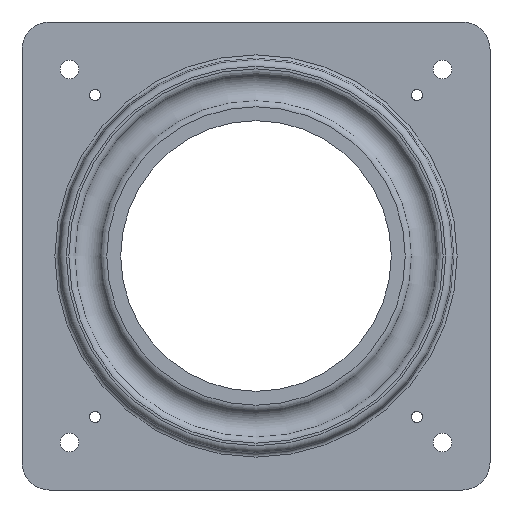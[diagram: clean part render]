
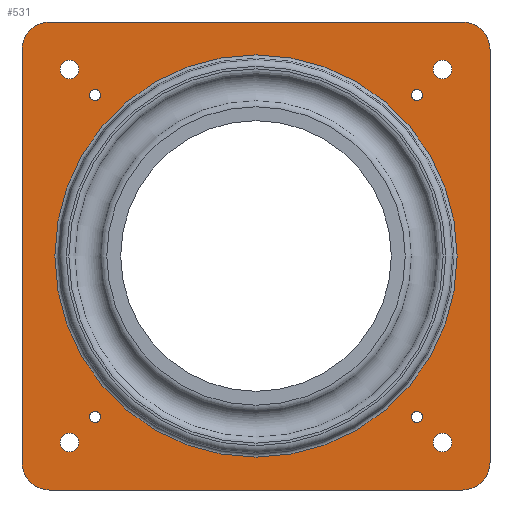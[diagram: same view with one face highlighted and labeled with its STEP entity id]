
A CAD part, front view. The second image highlights one B-rep face of the part: STEP entity #531.
In plain terms, the highlighted planar face has unit normal (0, -1, 0).
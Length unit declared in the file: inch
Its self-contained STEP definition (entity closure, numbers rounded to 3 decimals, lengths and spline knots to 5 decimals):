
#21=LINE('',#905,#37);
#22=LINE('',#909,#38);
#23=LINE('',#913,#39);
#24=LINE('',#917,#40);
#37=VECTOR('',#754,3.532);
#38=VECTOR('',#757,3.532);
#39=VECTOR('',#760,3.532);
#40=VECTOR('',#763,3.532);
#53=PLANE('',#606);
#104=FACE_BOUND('',#208,.T.);
#105=FACE_BOUND('',#209,.T.);
#106=FACE_BOUND('',#210,.T.);
#107=FACE_BOUND('',#211,.T.);
#108=FACE_BOUND('',#212,.T.);
#109=FACE_BOUND('',#213,.T.);
#110=FACE_BOUND('',#214,.T.);
#111=FACE_BOUND('',#215,.T.);
#112=FACE_BOUND('',#216,.T.);
#139=FACE_OUTER_BOUND('',#207,.T.);
#207=EDGE_LOOP('',(#442,#443,#444,#445,#446,#447,#448,#449));
#208=EDGE_LOOP('',(#450));
#209=EDGE_LOOP('',(#451));
#210=EDGE_LOOP('',(#452));
#211=EDGE_LOOP('',(#453));
#212=EDGE_LOOP('',(#454));
#213=EDGE_LOOP('',(#455));
#214=EDGE_LOOP('',(#456));
#215=EDGE_LOOP('',(#457));
#216=EDGE_LOOP('',(#458));
#227=CIRCLE('',#544,0.047);
#229=CIRCLE('',#547,0.047);
#231=CIRCLE('',#550,0.047);
#233=CIRCLE('',#553,0.047);
#235=CIRCLE('',#556,0.078);
#237=CIRCLE('',#559,0.078);
#239=CIRCLE('',#562,0.078);
#241=CIRCLE('',#565,0.078);
#250=CIRCLE('',#580,1.719);
#265=CIRCLE('',#607,0.234);
#266=CIRCLE('',#608,0.234);
#267=CIRCLE('',#609,0.234);
#268=CIRCLE('',#610,0.234);
#269=VERTEX_POINT('',#794);
#271=VERTEX_POINT('',#799);
#273=VERTEX_POINT('',#804);
#275=VERTEX_POINT('',#809);
#277=VERTEX_POINT('',#814);
#279=VERTEX_POINT('',#819);
#281=VERTEX_POINT('',#824);
#283=VERTEX_POINT('',#829);
#292=VERTEX_POINT('',#853);
#311=VERTEX_POINT('',#903);
#312=VERTEX_POINT('',#904);
#313=VERTEX_POINT('',#906);
#314=VERTEX_POINT('',#908);
#315=VERTEX_POINT('',#910);
#316=VERTEX_POINT('',#912);
#317=VERTEX_POINT('',#914);
#318=VERTEX_POINT('',#916);
#319=EDGE_CURVE('',#269,#269,#227,.T.);
#321=EDGE_CURVE('',#271,#271,#229,.T.);
#323=EDGE_CURVE('',#273,#273,#231,.T.);
#325=EDGE_CURVE('',#275,#275,#233,.T.);
#327=EDGE_CURVE('',#277,#277,#235,.T.);
#329=EDGE_CURVE('',#279,#279,#237,.T.);
#331=EDGE_CURVE('',#281,#281,#239,.T.);
#333=EDGE_CURVE('',#283,#283,#241,.T.);
#342=EDGE_CURVE('',#292,#292,#250,.T.);
#361=EDGE_CURVE('',#311,#312,#21,.T.);
#362=EDGE_CURVE('',#312,#313,#265,.T.);
#363=EDGE_CURVE('',#313,#314,#22,.T.);
#364=EDGE_CURVE('',#314,#315,#266,.T.);
#365=EDGE_CURVE('',#315,#316,#23,.T.);
#366=EDGE_CURVE('',#316,#317,#267,.T.);
#367=EDGE_CURVE('',#317,#318,#24,.T.);
#368=EDGE_CURVE('',#318,#311,#268,.T.);
#442=ORIENTED_EDGE('',*,*,#361,.T.);
#443=ORIENTED_EDGE('',*,*,#362,.T.);
#444=ORIENTED_EDGE('',*,*,#363,.T.);
#445=ORIENTED_EDGE('',*,*,#364,.T.);
#446=ORIENTED_EDGE('',*,*,#365,.T.);
#447=ORIENTED_EDGE('',*,*,#366,.T.);
#448=ORIENTED_EDGE('',*,*,#367,.T.);
#449=ORIENTED_EDGE('',*,*,#368,.T.);
#450=ORIENTED_EDGE('',*,*,#319,.F.);
#451=ORIENTED_EDGE('',*,*,#321,.F.);
#452=ORIENTED_EDGE('',*,*,#323,.F.);
#453=ORIENTED_EDGE('',*,*,#325,.F.);
#454=ORIENTED_EDGE('',*,*,#327,.F.);
#455=ORIENTED_EDGE('',*,*,#329,.F.);
#456=ORIENTED_EDGE('',*,*,#331,.F.);
#457=ORIENTED_EDGE('',*,*,#333,.F.);
#458=ORIENTED_EDGE('',*,*,#342,.F.);
#531=ADVANCED_FACE('',(#139,#104,#105,#106,#107,#108,#109,#110,#111,#112),
#53,.T.);
#544=AXIS2_PLACEMENT_3D('',#795,#624,#625);
#547=AXIS2_PLACEMENT_3D('',#800,#630,#631);
#550=AXIS2_PLACEMENT_3D('',#805,#636,#637);
#553=AXIS2_PLACEMENT_3D('',#810,#642,#643);
#556=AXIS2_PLACEMENT_3D('',#815,#648,#649);
#559=AXIS2_PLACEMENT_3D('',#820,#654,#655);
#562=AXIS2_PLACEMENT_3D('',#825,#660,#661);
#565=AXIS2_PLACEMENT_3D('',#830,#666,#667);
#580=AXIS2_PLACEMENT_3D('',#854,#696,#697);
#606=AXIS2_PLACEMENT_3D('',#902,#752,#753);
#607=AXIS2_PLACEMENT_3D('',#907,#755,#756);
#608=AXIS2_PLACEMENT_3D('',#911,#758,#759);
#609=AXIS2_PLACEMENT_3D('',#915,#761,#762);
#610=AXIS2_PLACEMENT_3D('',#918,#764,#765);
#624=DIRECTION('center_axis',(0.,-1.,0.));
#625=DIRECTION('ref_axis',(0.,0.,-1.));
#630=DIRECTION('center_axis',(0.,-1.,0.));
#631=DIRECTION('ref_axis',(0.,0.,-1.));
#636=DIRECTION('center_axis',(0.,-1.,0.));
#637=DIRECTION('ref_axis',(0.,0.,-1.));
#642=DIRECTION('center_axis',(0.,-1.,0.));
#643=DIRECTION('ref_axis',(0.,0.,-1.));
#648=DIRECTION('center_axis',(0.,-1.,0.));
#649=DIRECTION('ref_axis',(0.,0.,-1.));
#654=DIRECTION('center_axis',(0.,-1.,0.));
#655=DIRECTION('ref_axis',(0.,0.,-1.));
#660=DIRECTION('center_axis',(0.,-1.,0.));
#661=DIRECTION('ref_axis',(0.,0.,-1.));
#666=DIRECTION('center_axis',(0.,-1.,0.));
#667=DIRECTION('ref_axis',(0.,0.,-1.));
#696=DIRECTION('center_axis',(0.,-1.,0.));
#697=DIRECTION('ref_axis',(0.,0.,-1.));
#752=DIRECTION('center_axis',(0.,-1.,0.));
#753=DIRECTION('ref_axis',(0.,0.,-1.));
#754=DIRECTION('',(0.,0.,-1.));
#755=DIRECTION('center_axis',(0.,-1.,0.));
#756=DIRECTION('ref_axis',(0.,0.,-1.));
#757=DIRECTION('',(1.,0.,0.));
#758=DIRECTION('center_axis',(0.,-1.,0.));
#759=DIRECTION('ref_axis',(0.,0.,-1.));
#760=DIRECTION('',(0.,0.,1.));
#761=DIRECTION('center_axis',(0.,-1.,0.));
#762=DIRECTION('ref_axis',(0.,0.,-1.));
#763=DIRECTION('',(-1.,0.,0.));
#764=DIRECTION('center_axis',(0.,-1.,0.));
#765=DIRECTION('ref_axis',(0.,0.,-1.));
#794=CARTESIAN_POINT('',(1.375,0.09,-1.328));
#795=CARTESIAN_POINT('Origin',(1.375,0.09,-1.375));
#799=CARTESIAN_POINT('',(-1.375,0.09,-1.328));
#800=CARTESIAN_POINT('Origin',(-1.375,0.09,-1.375));
#804=CARTESIAN_POINT('',(-1.375,0.09,1.422));
#805=CARTESIAN_POINT('Origin',(-1.375,0.09,1.375));
#809=CARTESIAN_POINT('',(1.375,0.09,1.422));
#810=CARTESIAN_POINT('Origin',(1.375,0.09,1.375));
#814=CARTESIAN_POINT('',(1.594,0.09,1.672));
#815=CARTESIAN_POINT('Origin',(1.594,0.09,1.594));
#819=CARTESIAN_POINT('',(1.594,0.09,-1.516));
#820=CARTESIAN_POINT('Origin',(1.594,0.09,-1.594));
#824=CARTESIAN_POINT('',(-1.594,0.09,1.672));
#825=CARTESIAN_POINT('Origin',(-1.594,0.09,1.594));
#829=CARTESIAN_POINT('',(-1.594,0.09,-1.516));
#830=CARTESIAN_POINT('Origin',(-1.594,0.09,-1.594));
#853=CARTESIAN_POINT('',(0.,0.09,-1.719));
#854=CARTESIAN_POINT('Origin',(0.,0.09,0.));
#902=CARTESIAN_POINT('Origin',(1.719,0.09,0.));
#903=CARTESIAN_POINT('',(-2.,0.09,1.766));
#904=CARTESIAN_POINT('',(-2.,0.09,-1.766));
#905=CARTESIAN_POINT('',(-2.,0.09,2.));
#906=CARTESIAN_POINT('',(-1.766,0.09,-2.));
#907=CARTESIAN_POINT('Origin',(-1.766,0.09,-1.766));
#908=CARTESIAN_POINT('',(1.766,0.09,-2.));
#909=CARTESIAN_POINT('',(-2.,0.09,-2.));
#910=CARTESIAN_POINT('',(2.,0.09,-1.766));
#911=CARTESIAN_POINT('Origin',(1.766,0.09,-1.766));
#912=CARTESIAN_POINT('',(2.,0.09,1.766));
#913=CARTESIAN_POINT('',(2.,0.09,2.));
#914=CARTESIAN_POINT('',(1.766,0.09,2.));
#915=CARTESIAN_POINT('Origin',(1.766,0.09,1.766));
#916=CARTESIAN_POINT('',(-1.766,0.09,2.));
#917=CARTESIAN_POINT('',(-2.,0.09,2.));
#918=CARTESIAN_POINT('Origin',(-1.766,0.09,1.766));
